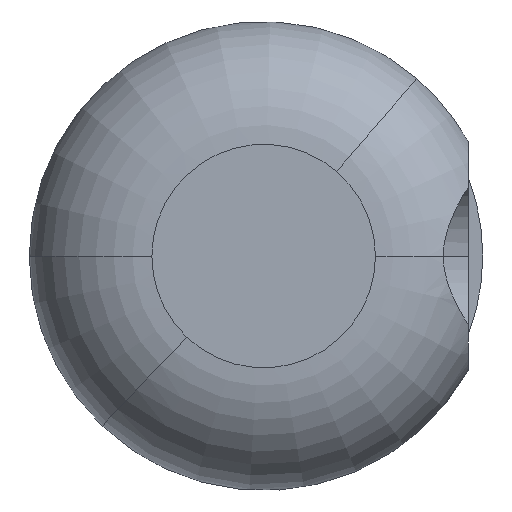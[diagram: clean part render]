
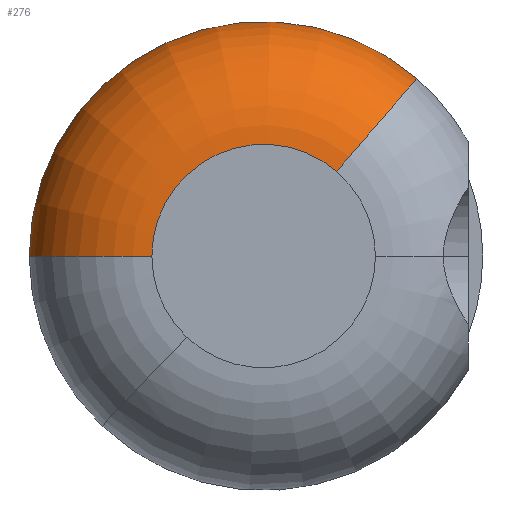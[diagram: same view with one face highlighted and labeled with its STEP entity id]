
A CAD part, left-side view. The second image highlights one B-rep face of the part: STEP entity #276.
In plain terms, the highlighted toroidal (fillet/blend) face has major radius 5.465 mm and minor radius 6 mm.
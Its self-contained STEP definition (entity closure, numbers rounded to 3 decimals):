
#3 = DIRECTION ( 'NONE',  ( 0., 0.653, -0.757 ) ) ;
#20 = EDGE_CURVE ( 'NONE', #553, #75, #300, .T. ) ;
#75 = VERTEX_POINT ( 'NONE', #409 ) ;
#111 = VERTEX_POINT ( 'NONE', #476 ) ;
#133 = AXIS2_PLACEMENT_3D ( 'NONE', #162, #157, #3 ) ;
#156 = ORIENTED_EDGE ( 'NONE', *, *, #378, .T. ) ;
#157 = DIRECTION ( 'NONE',  ( 1., 0., 0. ) ) ;
#162 = CARTESIAN_POINT ( 'NONE',  ( 6., 0., 0. ) ) ;
#174 = DIRECTION ( 'NONE',  ( 0., 0.757, 0.653 ) ) ;
#176 = CARTESIAN_POINT ( 'NONE',  ( 6., 5.465, 0. ) ) ;
#217 = CIRCLE ( 'NONE', #741, 6. ) ;
#222 = EDGE_CURVE ( 'NONE', #553, #309, #433, .T. ) ;
#261 = CARTESIAN_POINT ( 'NONE',  ( 6.105, 0., 0. ) ) ;
#276 = ADVANCED_FACE ( 'NONE', ( #606 ), #711, .T. ) ;
#300 = CIRCLE ( 'NONE', #834, 5.465 ) ;
#309 = VERTEX_POINT ( 'NONE', #664 ) ;
#312 = DIRECTION ( 'NONE',  ( 0., -0.653, 0.757 ) ) ;
#378 = EDGE_CURVE ( 'NONE', #309, #111, #498, .T. ) ;
#404 = DIRECTION ( 'NONE',  ( -1., 0., 0. ) ) ;
#409 = CARTESIAN_POINT ( 'NONE',  ( 0., 5.465, 0. ) ) ;
#433 = CIRCLE ( 'NONE', #921, 6. ) ;
#465 = ORIENTED_EDGE ( 'NONE', *, *, #222, .T. ) ;
#476 = CARTESIAN_POINT ( 'NONE',  ( 6.105, 11.464, 0. ) ) ;
#498 = CIRCLE ( 'NONE', #802, 11.464 ) ;
#553 = VERTEX_POINT ( 'NONE', #662 ) ;
#564 = DIRECTION ( 'NONE',  ( -1., 0., 0. ) ) ;
#585 = ORIENTED_EDGE ( 'NONE', *, *, #597, .F. ) ;
#597 = EDGE_CURVE ( 'NONE', #75, #111, #217, .T. ) ;
#606 = FACE_OUTER_BOUND ( 'NONE', #872, .T. ) ;
#662 = CARTESIAN_POINT ( 'NONE',  ( 0., -3.569, 4.139 ) ) ;
#664 = CARTESIAN_POINT ( 'NONE',  ( 6.105, -7.487, 8.682 ) ) ;
#669 = ORIENTED_EDGE ( 'NONE', *, *, #20, .F. ) ;
#683 = DIRECTION ( 'NONE',  ( 0., 0., -1. ) ) ;
#711 = TOROIDAL_SURFACE ( 'NONE', #133, 5.465, 6. ) ;
#741 = AXIS2_PLACEMENT_3D ( 'NONE', #176, #683, #839 ) ;
#802 = AXIS2_PLACEMENT_3D ( 'NONE', #261, #564, #898 ) ;
#834 = AXIS2_PLACEMENT_3D ( 'NONE', #913, #404, #847 ) ;
#839 = DIRECTION ( 'NONE',  ( 0., 1., 0. ) ) ;
#847 = DIRECTION ( 'NONE',  ( 0., 1., 0. ) ) ;
#872 = EDGE_LOOP ( 'NONE', ( #669, #465, #156, #585 ) ) ;
#885 = CARTESIAN_POINT ( 'NONE',  ( 6., -3.569, 4.139 ) ) ;
#898 = DIRECTION ( 'NONE',  ( 0., 1., 0. ) ) ;
#913 = CARTESIAN_POINT ( 'NONE',  ( 0., 0., 0. ) ) ;
#921 = AXIS2_PLACEMENT_3D ( 'NONE', #885, #174, #312 ) ;
